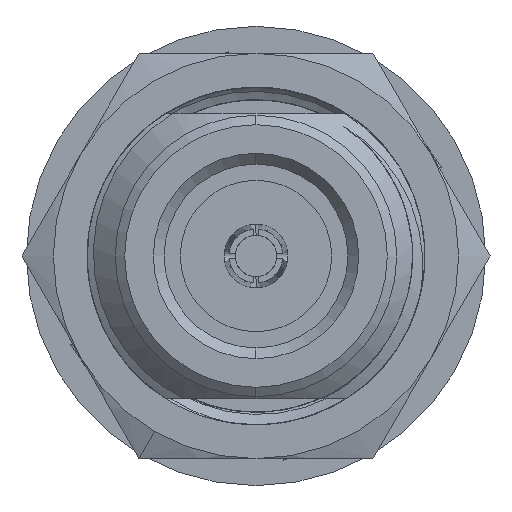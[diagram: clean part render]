
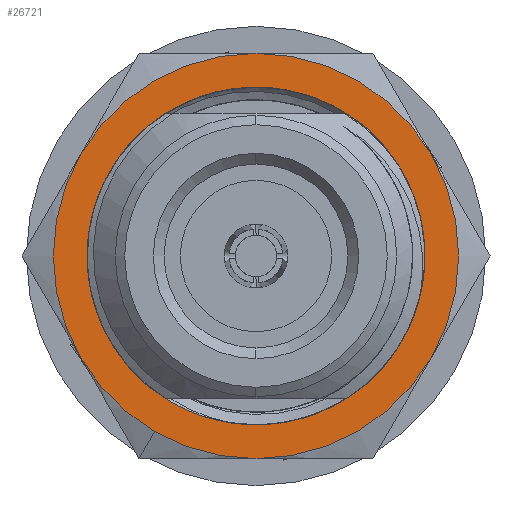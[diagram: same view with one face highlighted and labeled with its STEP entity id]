
A CAD part, left-side view. The second image highlights one B-rep face of the part: STEP entity #26721.
In plain terms, the highlighted planar face has unit normal (-1, 0, 0).
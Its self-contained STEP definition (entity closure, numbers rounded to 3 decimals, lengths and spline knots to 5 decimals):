
#675 = CARTESIAN_POINT ( 'NONE',  ( 0.49261, 0., -0.375 ) ) ;
#1662 = AXIS2_PLACEMENT_3D ( 'NONE', #35105, #41841, #41559 ) ;
#2232 = CARTESIAN_POINT ( 'NONE',  ( 0.49261, 0.15625, -0.27063 ) ) ;
#4201 = CIRCLE ( 'NONE', #78881, 0.375 ) ;
#6326 = CARTESIAN_POINT ( 'NONE',  ( 0.49261, 0., 0. ) ) ;
#6557 = EDGE_CURVE ( 'NONE', #83494, #11341, #46318, .T. ) ;
#7700 = DIRECTION ( 'NONE',  ( -1., 0., 0. ) ) ;
#7727 = CIRCLE ( 'NONE', #68671, 0.375 ) ;
#9233 = AXIS2_PLACEMENT_3D ( 'NONE', #46763, #7700, #33551 ) ;
#9742 = EDGE_CURVE ( 'NONE', #24239, #15233, #40996, .T. ) ;
#11341 = VERTEX_POINT ( 'NONE', #42324 ) ;
#11382 = CARTESIAN_POINT ( 'NONE',  ( 0.49261, 0.32476, 0.1875 ) ) ;
#11484 = ORIENTED_EDGE ( 'NONE', *, *, #14518, .F. ) ;
#11934 = AXIS2_PLACEMENT_3D ( 'NONE', #81339, #41078, #47846 ) ;
#12223 = DIRECTION ( 'NONE',  ( -1., 0., 0. ) ) ;
#12273 = FACE_BOUND ( 'NONE', #84536, .T. ) ;
#12400 = DIRECTION ( 'NONE',  ( 0., 0.5, -0.866 ) ) ;
#14518 = EDGE_CURVE ( 'NONE', #61535, #47519, #26033, .T. ) ;
#15233 = VERTEX_POINT ( 'NONE', #35775 ) ;
#15766 = AXIS2_PLACEMENT_3D ( 'NONE', #53383, #45465, #32830 ) ;
#18355 = CARTESIAN_POINT ( 'NONE',  ( 0.49261, 0.26486, -0.16585 ) ) ;
#19513 = EDGE_CURVE ( 'NONE', #11341, #38467, #67966, .T. ) ;
#20597 = CIRCLE ( 'NONE', #9233, 0.3125 ) ;
#20603 = DIRECTION ( 'NONE',  ( 0., 0.5, -0.866 ) ) ;
#21633 = VERTEX_POINT ( 'NONE', #675 ) ;
#21733 = CARTESIAN_POINT ( 'NONE',  ( 0.49261, 0.07001, -0.30456 ) ) ;
#21809 = EDGE_CURVE ( 'NONE', #47519, #53846, #20597, .T. ) ;
#21894 = CARTESIAN_POINT ( 'NONE',  ( 0.49261, 0.1875, -0.32476 ) ) ;
#22748 = CARTESIAN_POINT ( 'NONE',  ( 0.49261, 0., 0.375 ) ) ;
#23887 = DIRECTION ( 'NONE',  ( 0., 0.5, -0.866 ) ) ;
#24239 = VERTEX_POINT ( 'NONE', #11382 ) ;
#25238 = DIRECTION ( 'NONE',  ( -1., 0., 0. ) ) ;
#26033 = CIRCLE ( 'NONE', #11934, 0.3125 ) ;
#26721 = ADVANCED_FACE ( 'NONE', ( #12273, #40653 ), #79101, .T. ) ;
#28780 = CARTESIAN_POINT ( 'NONE',  ( 0.49261, 0., 0. ) ) ;
#28819 = EDGE_LOOP ( 'NONE', ( #49763, #31738, #65910, #45256, #65824, #42520, #64699 ) ) ;
#29780 = CARTESIAN_POINT ( 'NONE',  ( 0.49261, -0.32476, -0.1875 ) ) ;
#31649 = ORIENTED_EDGE ( 'NONE', *, *, #21809, .F. ) ;
#31738 = ORIENTED_EDGE ( 'NONE', *, *, #43688, .T. ) ;
#32666 = AXIS2_PLACEMENT_3D ( 'NONE', #80819, #47329, #20603 ) ;
#32751 = DIRECTION ( 'NONE',  ( -1., 0., 0. ) ) ;
#32830 = DIRECTION ( 'NONE',  ( 0., 0.5, -0.866 ) ) ;
#33551 = DIRECTION ( 'NONE',  ( 0., 0.5, -0.866 ) ) ;
#35104 = ORIENTED_EDGE ( 'NONE', *, *, #60708, .F. ) ;
#35105 = CARTESIAN_POINT ( 'NONE',  ( 0.49261, 0., 0. ) ) ;
#35365 = CARTESIAN_POINT ( 'NONE',  ( 0.49261, 0., 0. ) ) ;
#35775 = CARTESIAN_POINT ( 'NONE',  ( 0.49261, 0.32476, -0.1875 ) ) ;
#38467 = VERTEX_POINT ( 'NONE', #22748 ) ;
#40071 = CIRCLE ( 'NONE', #44626, 0.3125 ) ;
#40653 = FACE_OUTER_BOUND ( 'NONE', #28819, .T. ) ;
#40996 = CIRCLE ( 'NONE', #15766, 0.375 ) ;
#41078 = DIRECTION ( 'NONE',  ( -1., 0., 0. ) ) ;
#41559 = DIRECTION ( 'NONE',  ( 0., 0.5, -0.866 ) ) ;
#41645 = AXIS2_PLACEMENT_3D ( 'NONE', #72234, #25238, #85454 ) ;
#41841 = DIRECTION ( 'NONE',  ( -1., 0., 0. ) ) ;
#42324 = CARTESIAN_POINT ( 'NONE',  ( 0.49261, -0.32476, 0.1875 ) ) ;
#42520 = ORIENTED_EDGE ( 'NONE', *, *, #51059, .T. ) ;
#43688 = EDGE_CURVE ( 'NONE', #45666, #21633, #76076, .T. ) ;
#44626 = AXIS2_PLACEMENT_3D ( 'NONE', #35365, #64439, #23887 ) ;
#45256 = ORIENTED_EDGE ( 'NONE', *, *, #6557, .T. ) ;
#45465 = DIRECTION ( 'NONE',  ( -1., 0., 0. ) ) ;
#45666 = VERTEX_POINT ( 'NONE', #21894 ) ;
#46271 = AXIS2_PLACEMENT_3D ( 'NONE', #50677, #12223, #77406 ) ;
#46318 = CIRCLE ( 'NONE', #32666, 0.375 ) ;
#46530 = DIRECTION ( 'NONE',  ( 0., 0.5, -0.866 ) ) ;
#46763 = CARTESIAN_POINT ( 'NONE',  ( 0.49261, 0., 0. ) ) ;
#47329 = DIRECTION ( 'NONE',  ( -1., 0., 0. ) ) ;
#47519 = VERTEX_POINT ( 'NONE', #21733 ) ;
#47581 = EDGE_CURVE ( 'NONE', #21633, #83494, #7727, .T. ) ;
#47846 = DIRECTION ( 'NONE',  ( 0., 0.5, -0.866 ) ) ;
#49763 = ORIENTED_EDGE ( 'NONE', *, *, #79641, .T. ) ;
#50677 = CARTESIAN_POINT ( 'NONE',  ( 0.49261, 0., 0. ) ) ;
#51059 = EDGE_CURVE ( 'NONE', #38467, #24239, #61254, .T. ) ;
#53383 = CARTESIAN_POINT ( 'NONE',  ( 0.49261, 0., 0. ) ) ;
#53846 = VERTEX_POINT ( 'NONE', #18355 ) ;
#59417 = CARTESIAN_POINT ( 'NONE',  ( 0.49261, 0., 0. ) ) ;
#60708 = EDGE_CURVE ( 'NONE', #53846, #61535, #40071, .T. ) ;
#61127 = AXIS2_PLACEMENT_3D ( 'NONE', #59417, #66445, #12400 ) ;
#61254 = CIRCLE ( 'NONE', #41645, 0.375 ) ;
#61535 = VERTEX_POINT ( 'NONE', #2232 ) ;
#62281 = DIRECTION ( 'NONE',  ( -1., 0., 0. ) ) ;
#63425 = DIRECTION ( 'NONE',  ( 0., 0.5, -0.866 ) ) ;
#64439 = DIRECTION ( 'NONE',  ( -1., 0., 0. ) ) ;
#64699 = ORIENTED_EDGE ( 'NONE', *, *, #9742, .T. ) ;
#65824 = ORIENTED_EDGE ( 'NONE', *, *, #19513, .T. ) ;
#65910 = ORIENTED_EDGE ( 'NONE', *, *, #47581, .T. ) ;
#66445 = DIRECTION ( 'NONE',  ( -1., 0., 0. ) ) ;
#67966 = CIRCLE ( 'NONE', #46271, 0.375 ) ;
#68671 = AXIS2_PLACEMENT_3D ( 'NONE', #28780, #62281, #63425 ) ;
#72234 = CARTESIAN_POINT ( 'NONE',  ( 0.49261, 0., 0. ) ) ;
#76076 = CIRCLE ( 'NONE', #1662, 0.375 ) ;
#77406 = DIRECTION ( 'NONE',  ( 0., 0.5, -0.866 ) ) ;
#78881 = AXIS2_PLACEMENT_3D ( 'NONE', #6326, #32751, #46530 ) ;
#79101 = PLANE ( 'NONE',  #61127 ) ;
#79641 = EDGE_CURVE ( 'NONE', #15233, #45666, #4201, .T. ) ;
#80819 = CARTESIAN_POINT ( 'NONE',  ( 0.49261, 0., 0. ) ) ;
#81339 = CARTESIAN_POINT ( 'NONE',  ( 0.49261, 0., 0. ) ) ;
#83494 = VERTEX_POINT ( 'NONE', #29780 ) ;
#84536 = EDGE_LOOP ( 'NONE', ( #31649, #11484, #35104 ) ) ;
#85454 = DIRECTION ( 'NONE',  ( 0., 0.5, -0.866 ) ) ;
